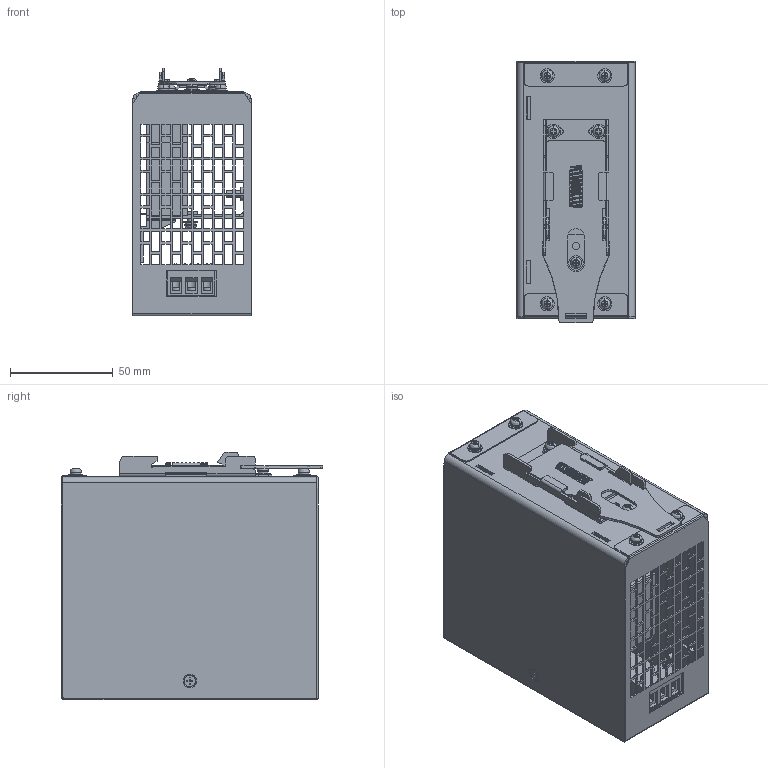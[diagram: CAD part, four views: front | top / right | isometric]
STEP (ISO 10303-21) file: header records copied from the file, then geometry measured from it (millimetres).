
FILE_DESCRIPTION((''),'2;1');
FILE_NAME('NLD240-ZB','2022-01-18T16:11:12',('M00000952'),(''),'CREO PARAMETRIC BY PTC INC, 2017110','CREO PARAMETRIC BY PTC INC, 2017110','');
FILE_SCHEMA(('CONFIG_CONTROL_DESIGN'));
Products named in the file (1): NLD240-ZB
Bounding box: 57.5 x 127.15 x 120.5 mm (x, y, z)
Surface area: 169366.7 mm2 (no closed solid volume)
Topology: 0 solids, 36 shells, 2116 faces, 5631 edges, 3624 vertices
Faces by surface type: plane 1652, cylinder 350, torus 36, bspline 36, cone 24, sphere 18
Entity records: 69389 total; most frequent: CARTESIAN_POINT 15375, ORIENTED_EDGE 11262, DIRECTION 10733, EDGE_CURVE 5631, VECTOR 4549, LINE 4549, VERTEX_POINT 3624, AXIS2_PLACEMENT_3D 3092
